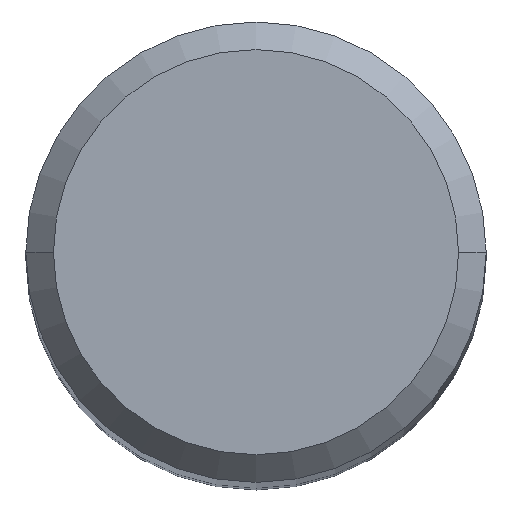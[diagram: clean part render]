
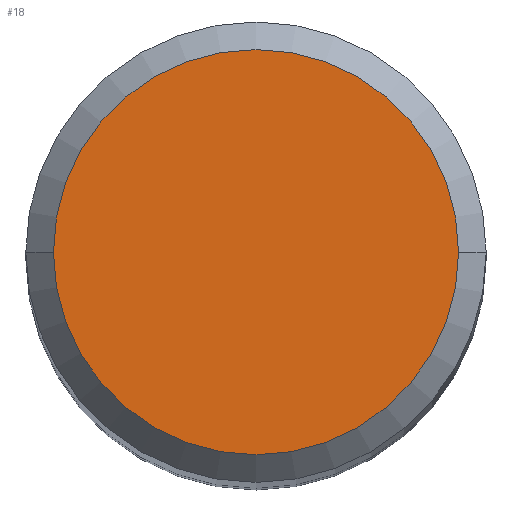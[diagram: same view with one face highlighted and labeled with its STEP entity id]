
A CAD part, top view. The second image highlights one B-rep face of the part: STEP entity #18.
In plain terms, the highlighted planar face has unit normal (0, 0, 1).
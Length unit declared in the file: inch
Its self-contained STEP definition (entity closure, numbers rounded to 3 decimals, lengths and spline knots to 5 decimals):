
#10 = DIRECTION ( 'NONE',  ( 1., 0., 0. ) ) ;
#18 = ADVANCED_FACE ( 'NONE', ( #111 ), #232, .T. ) ;
#29 = ORIENTED_EDGE ( 'NONE', *, *, #161, .T. ) ;
#48 = DIRECTION ( 'NONE',  ( 1., 0., 0. ) ) ;
#53 = DIRECTION ( 'NONE',  ( 0., 0., 1. ) ) ;
#56 = AXIS2_PLACEMENT_3D ( 'NONE', #124, #53, #48 ) ;
#71 = ORIENTED_EDGE ( 'NONE', *, *, #289, .T. ) ;
#110 = DIRECTION ( 'NONE',  ( 1., 0., 0. ) ) ;
#111 = FACE_OUTER_BOUND ( 'NONE', #163, .T. ) ;
#117 = CIRCLE ( 'NONE', #312, 0.11 ) ;
#124 = CARTESIAN_POINT ( 'NONE',  ( 0., 0., 2.5 ) ) ;
#147 = CARTESIAN_POINT ( 'NONE',  ( 0.11, 0., 2.5 ) ) ;
#161 = EDGE_CURVE ( 'NONE', #266, #278, #227, .T. ) ;
#163 = EDGE_LOOP ( 'NONE', ( #29, #71 ) ) ;
#196 = CARTESIAN_POINT ( 'NONE',  ( -0.11, 0., 2.5 ) ) ;
#227 = CIRCLE ( 'NONE', #56, 0.11 ) ;
#232 = PLANE ( 'NONE',  #286 ) ;
#258 = CARTESIAN_POINT ( 'NONE',  ( 0., 0., 2.5 ) ) ;
#263 = CARTESIAN_POINT ( 'NONE',  ( 0., 0., 2.5 ) ) ;
#266 = VERTEX_POINT ( 'NONE', #196 ) ;
#278 = VERTEX_POINT ( 'NONE', #147 ) ;
#286 = AXIS2_PLACEMENT_3D ( 'NONE', #258, #288, #10 ) ;
#288 = DIRECTION ( 'NONE',  ( 0., 0., 1. ) ) ;
#289 = EDGE_CURVE ( 'NONE', #278, #266, #117, .T. ) ;
#312 = AXIS2_PLACEMENT_3D ( 'NONE', #263, #328, #110 ) ;
#328 = DIRECTION ( 'NONE',  ( 0., 0., 1. ) ) ;
